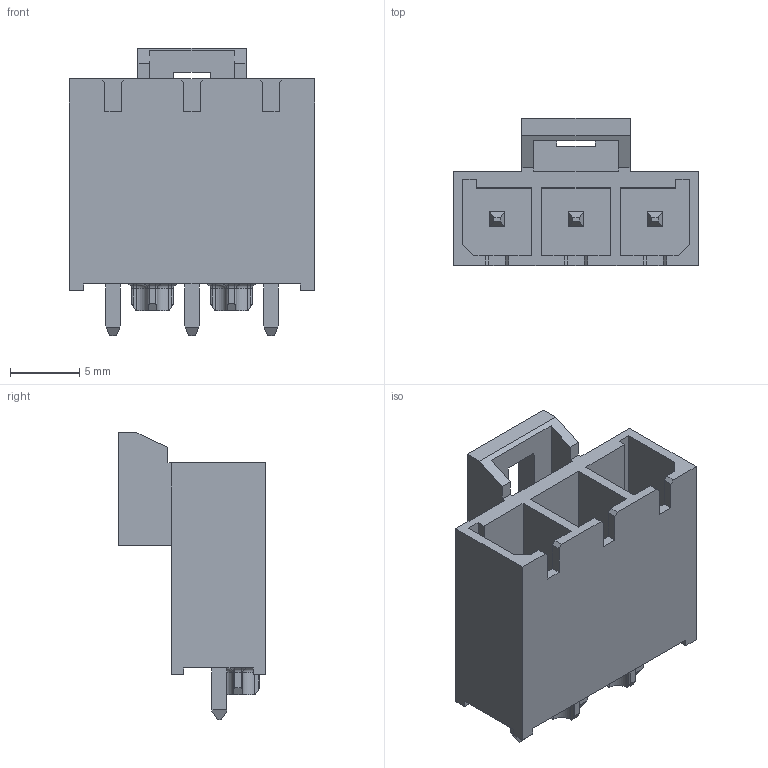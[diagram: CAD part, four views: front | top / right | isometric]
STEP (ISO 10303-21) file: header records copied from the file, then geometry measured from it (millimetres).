
FILE_DESCRIPTION( ( 'STEP AP214' ), '1' );
FILE_NAME( 'psolqas14000034915.stp', '2020-02-13T13:00:00', ( '' ), ( '' ), ' ', 'PARTsolutions', ' ' );
FILE_SCHEMA( ( 'AUTOMOTIVE_DESIGN { 1 0 10303 214 1 1 1 1 }' ) );
Length unit declared in the file: metre
Products named in the file (1): 1
Bounding box: 17.75 x 10.6 x 20.73 mm (x, y, z)
Volume: 1131.1 mm3; surface area: 2043.1 mm2
Topology: 1 solids, 1 shells, 244 faces, 654 edges, 420 vertices
Faces by surface type: plane 172, cylinder 48, torus 24
Entity records: 7549 total; most frequent: CARTESIAN_POINT 1383, ORIENTED_EDGE 1308, DIRECTION 1232, EDGE_CURVE 654, LINE 534, VECTOR 534, VERTEX_POINT 420, AXIS2_PLACEMENT_3D 349
